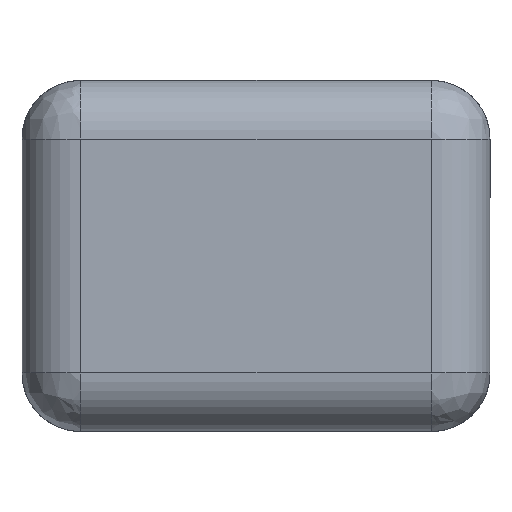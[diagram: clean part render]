
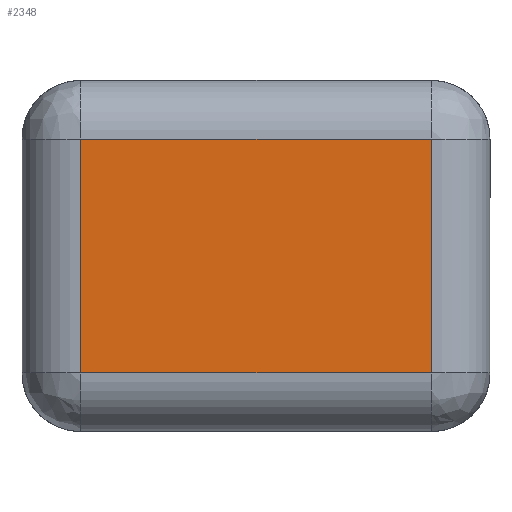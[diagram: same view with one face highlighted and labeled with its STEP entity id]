
A CAD part, left-side view. The second image highlights one B-rep face of the part: STEP entity #2348.
In plain terms, the highlighted planar face has unit normal (-1, 0, 0).
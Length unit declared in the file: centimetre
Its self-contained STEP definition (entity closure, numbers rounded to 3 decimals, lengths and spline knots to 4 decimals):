
#35 = CARTESIAN_POINT ( 'NONE',  ( -0.08, 0.03, 0. ) ) ;
#98 = VECTOR ( 'NONE', #2179, 100. ) ;
#134 = CARTESIAN_POINT ( 'NONE',  ( -0.08, -0.03, 0.05 ) ) ;
#155 = VECTOR ( 'NONE', #1867, 100. ) ;
#308 = CARTESIAN_POINT ( 'NONE',  ( -0.08, 0., 0.01 ) ) ;
#396 = CARTESIAN_POINT ( 'NONE',  ( -0.08, 0.03, 0.01 ) ) ;
#629 = VECTOR ( 'NONE', #631, 100. ) ;
#631 = DIRECTION ( 'NONE',  ( 0., 1., 0. ) ) ;
#692 = CARTESIAN_POINT ( 'NONE',  ( -0.08, 0.03, 0.05 ) ) ;
#751 = ORIENTED_EDGE ( 'NONE', *, *, #2431, .F. ) ;
#836 = EDGE_CURVE ( 'NONE', #2240, #1982, #1122, .T. ) ;
#839 = LINE ( 'NONE', #308, #629 ) ;
#915 = CARTESIAN_POINT ( 'NONE',  ( -0.08, -0.03, 0.01 ) ) ;
#961 = VERTEX_POINT ( 'NONE', #396 ) ;
#1122 = LINE ( 'NONE', #2202, #98 ) ;
#1372 = AXIS2_PLACEMENT_3D ( 'NONE', #1444, #3294, #2741 ) ;
#1375 = LINE ( 'NONE', #2123, #155 ) ;
#1444 = CARTESIAN_POINT ( 'NONE',  ( -0.08, 0., 0. ) ) ;
#1572 = VECTOR ( 'NONE', #2721, 100. ) ;
#1693 = EDGE_LOOP ( 'NONE', ( #2410, #2895, #3016, #751 ) ) ;
#1715 = EDGE_CURVE ( 'NONE', #961, #3129, #2104, .T. ) ;
#1773 = EDGE_CURVE ( 'NONE', #3129, #2240, #1375, .T. ) ;
#1867 = DIRECTION ( 'NONE',  ( 0., -1., 0. ) ) ;
#1982 = VERTEX_POINT ( 'NONE', #915 ) ;
#2104 = LINE ( 'NONE', #35, #1572 ) ;
#2123 = CARTESIAN_POINT ( 'NONE',  ( -0.08, 0., 0.05 ) ) ;
#2179 = DIRECTION ( 'NONE',  ( 0., 0., -1. ) ) ;
#2202 = CARTESIAN_POINT ( 'NONE',  ( -0.08, -0.03, 0. ) ) ;
#2240 = VERTEX_POINT ( 'NONE', #134 ) ;
#2348 = ADVANCED_FACE ( 'NONE', ( #3243 ), #3182, .T. ) ;
#2410 = ORIENTED_EDGE ( 'NONE', *, *, #836, .F. ) ;
#2431 = EDGE_CURVE ( 'NONE', #1982, #961, #839, .T. ) ;
#2721 = DIRECTION ( 'NONE',  ( 0., 0., 1. ) ) ;
#2741 = DIRECTION ( 'NONE',  ( 0., 0., 1. ) ) ;
#2895 = ORIENTED_EDGE ( 'NONE', *, *, #1773, .F. ) ;
#3016 = ORIENTED_EDGE ( 'NONE', *, *, #1715, .F. ) ;
#3129 = VERTEX_POINT ( 'NONE', #692 ) ;
#3182 = PLANE ( 'NONE',  #1372 ) ;
#3243 = FACE_OUTER_BOUND ( 'NONE', #1693, .T. ) ;
#3294 = DIRECTION ( 'NONE',  ( -1., 0., 0. ) ) ;
